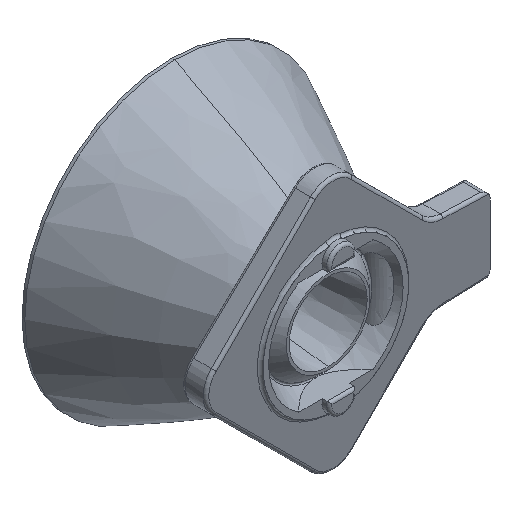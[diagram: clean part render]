
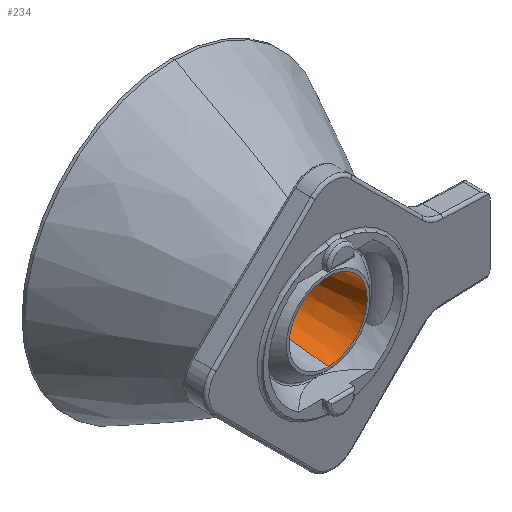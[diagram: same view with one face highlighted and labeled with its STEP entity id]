
A CAD part, isometric view. The second image highlights one B-rep face of the part: STEP entity #234.
In plain terms, the highlighted conical face has half-angle 7.159 degrees and reference radius 2.787 mm.
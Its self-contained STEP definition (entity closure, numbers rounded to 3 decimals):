
#1 = EDGE_CURVE ( 'NONE', #251, #719, #443, .T. ) ;
#28 = CARTESIAN_POINT ( 'NONE',  ( 0., 4.6, 0. ) ) ;
#42 = DIRECTION ( 'NONE',  ( 0., -1., 0. ) ) ;
#141 = DIRECTION ( 'NONE',  ( 0., 0., -1. ) ) ;
#169 = CARTESIAN_POINT ( 'NONE',  ( 0., 4.6, -2.278 ) ) ;
#234 = ADVANCED_FACE ( 'NONE', ( #3025 ), #2250, .F. ) ;
#251 = VERTEX_POINT ( 'NONE', #169 ) ;
#275 = AXIS2_PLACEMENT_3D ( 'NONE', #28, #2392, #1077 ) ;
#433 = VECTOR ( 'NONE', #1561, 1000. ) ;
#443 = LINE ( 'NONE', #3029, #1321 ) ;
#507 = CARTESIAN_POINT ( 'NONE',  ( 0., 0.55, 2.787 ) ) ;
#550 = AXIS2_PLACEMENT_3D ( 'NONE', #2889, #42, #2388 ) ;
#621 = EDGE_LOOP ( 'NONE', ( #2313, #1363, #1088, #1488 ) ) ;
#719 = VERTEX_POINT ( 'NONE', #2308 ) ;
#1077 = DIRECTION ( 'NONE',  ( 0., 0., -1. ) ) ;
#1088 = ORIENTED_EDGE ( 'NONE', *, *, #1, .T. ) ;
#1321 = VECTOR ( 'NONE', #3294, 1000. ) ;
#1363 = ORIENTED_EDGE ( 'NONE', *, *, #2370, .F. ) ;
#1407 = CARTESIAN_POINT ( 'NONE',  ( 0., 4.6, 2.278 ) ) ;
#1487 = CARTESIAN_POINT ( 'NONE',  ( 0., 0.55, 0. ) ) ;
#1488 = ORIENTED_EDGE ( 'NONE', *, *, #2797, .T. ) ;
#1561 = DIRECTION ( 'NONE',  ( 0., -0.992, 0.125 ) ) ;
#1929 = AXIS2_PLACEMENT_3D ( 'NONE', #1487, #3013, #141 ) ;
#2250 = CONICAL_SURFACE ( 'NONE', #1929, 2.787, 0.125 ) ;
#2308 = CARTESIAN_POINT ( 'NONE',  ( 0., 0.55, -2.787 ) ) ;
#2313 = ORIENTED_EDGE ( 'NONE', *, *, #2986, .F. ) ;
#2370 = EDGE_CURVE ( 'NONE', #251, #3017, #2730, .T. ) ;
#2388 = DIRECTION ( 'NONE',  ( 0., 0., -1. ) ) ;
#2392 = DIRECTION ( 'NONE',  ( 0., -1., 0. ) ) ;
#2457 = CARTESIAN_POINT ( 'NONE',  ( 0., 0.55, 2.787 ) ) ;
#2730 = CIRCLE ( 'NONE', #275, 2.278 ) ;
#2797 = EDGE_CURVE ( 'NONE', #719, #3362, #2891, .T. ) ;
#2842 = LINE ( 'NONE', #507, #433 ) ;
#2889 = CARTESIAN_POINT ( 'NONE',  ( 0., 0.55, 0. ) ) ;
#2891 = CIRCLE ( 'NONE', #550, 2.787 ) ;
#2986 = EDGE_CURVE ( 'NONE', #3017, #3362, #2842, .T. ) ;
#3013 = DIRECTION ( 'NONE',  ( 0., -1., 0. ) ) ;
#3017 = VERTEX_POINT ( 'NONE', #1407 ) ;
#3025 = FACE_OUTER_BOUND ( 'NONE', #621, .T. ) ;
#3029 = CARTESIAN_POINT ( 'NONE',  ( 0., 0.55, -2.787 ) ) ;
#3294 = DIRECTION ( 'NONE',  ( 0., -0.992, -0.125 ) ) ;
#3362 = VERTEX_POINT ( 'NONE', #2457 ) ;
